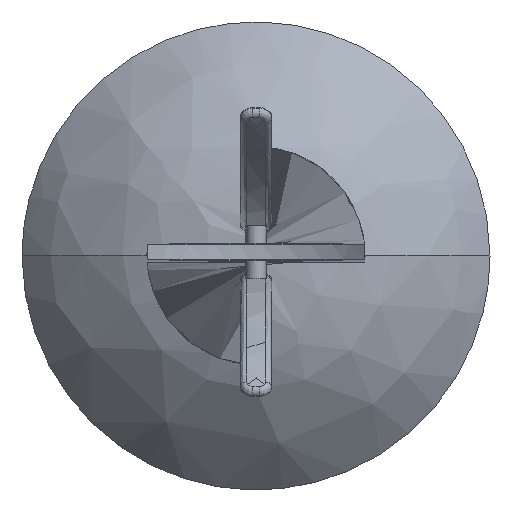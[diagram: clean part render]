
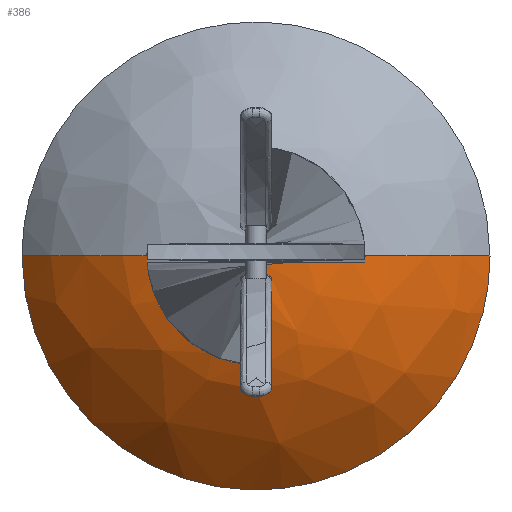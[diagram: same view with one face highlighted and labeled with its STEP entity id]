
A CAD part, top view. The second image highlights one B-rep face of the part: STEP entity #386.
In plain terms, the highlighted free-form (B-spline) face has degree [2, 2] with [3, 5] control points.
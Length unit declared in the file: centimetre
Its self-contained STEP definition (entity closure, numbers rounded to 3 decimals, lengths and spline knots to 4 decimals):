
#153=B_SPLINE_CURVE_WITH_KNOTS($,3,(#3244,#3245,#3246,#3247,#3248,#3249,
#3250,#3251,#3252,#3253,#3254,#3255),.UNSPECIFIED.,.F.,.F.,(4,2,2,2,2,4),
(88.0311,132.1395,143.171,154.1977,165.7311,
176.0891),.UNSPECIFIED.);
#157=B_SPLINE_CURVE_WITH_KNOTS($,3,(#3280,#3281,#3282,#3283,#3284,#3285,
#3286,#3287,#3288,#3289,#3290,#3291),.UNSPECIFIED.,.F.,.F.,(4,2,2,2,2,4),
(-88.0574,-77.6929,-66.1849,-55.1358,
-44.1129,0.),.UNSPECIFIED.);
#158=B_SPLINE_CURVE_WITH_KNOTS($,3,(#3292,#3293,#3294,#3295),.UNSPECIFIED.,
.F.,.F.,(4,4),(-12.0016,0.),.UNSPECIFIED.);
#386=ADVANCED_FACE($,(#518),#1845,.T.);
#518=FACE_OUTER_BOUND($,#650,.T.);
#650=EDGE_LOOP($,(#950,#951,#952,#953,#954,#955));
#950=ORIENTED_EDGE($,*,*,#1442,.T.);
#951=ORIENTED_EDGE($,*,*,#1432,.T.);
#952=ORIENTED_EDGE($,*,*,#1431,.F.);
#953=ORIENTED_EDGE($,*,*,#1429,.F.);
#954=ORIENTED_EDGE($,*,*,#1430,.F.);
#955=ORIENTED_EDGE($,*,*,#1425,.F.);
#1425=EDGE_CURVE($,#1693,#1694,#153,.T.);
#1429=EDGE_CURVE($,#1698,#1697,#157,.T.);
#1430=EDGE_CURVE($,#1694,#1698,#158,.T.);
#1431=EDGE_CURVE($,#1697,#1692,#1913,.T.);
#1432=EDGE_CURVE($,#1699,#1692,#1914,.T.);
#1442=EDGE_CURVE($,#1693,#1699,#1916,.T.);
#1692=VERTEX_POINT($,#3364);
#1693=VERTEX_POINT($,#3365);
#1694=VERTEX_POINT($,#3366);
#1697=VERTEX_POINT($,#3369);
#1698=VERTEX_POINT($,#3370);
#1699=VERTEX_POINT($,#3371);
#1845=(
BOUNDED_SURFACE()
B_SPLINE_SURFACE(2,2,((#3349,#3350,#3351,#3352,#3353),(#3354,#3355,#3356,
#3357,#3358),(#3359,#3360,#3361,#3362,#3363)),.UNSPECIFIED.,.F.,.F.,.F.)
B_SPLINE_SURFACE_WITH_KNOTS((3,3),(3,2,3),(0.,286.8735),
(740.,1110.,1480.),.UNSPECIFIED.)
GEOMETRIC_REPRESENTATION_ITEM()
RATIONAL_B_SPLINE_SURFACE(((1.,0.707,1.,
0.707,1.),(0.905,0.64,
0.905,0.64,0.905),(1.,0.707,
1.,0.707,1.)))
REPRESENTATION_ITEM($)
SURFACE()
);
#1913=(
BOUNDED_CURVE()
B_SPLINE_CURVE(2,(#3296,#3297,#3298),.UNSPECIFIED.,.F.,.F.)
B_SPLINE_CURVE_WITH_KNOTS((3,3),(0.4175,286.8735),.UNSPECIFIED.)
CURVE()
GEOMETRIC_REPRESENTATION_ITEM()
RATIONAL_B_SPLINE_CURVE((1.,0.905,1.))
REPRESENTATION_ITEM($)
);
#1914=(
BOUNDED_CURVE()
B_SPLINE_CURVE(2,(#3299,#3300,#3301,#3302,#3303),.UNSPECIFIED.,.F.,.F.)
B_SPLINE_CURVE_WITH_KNOTS((3,2,3),(0.,290.5973,581.1946),
.UNSPECIFIED.)
CURVE()
GEOMETRIC_REPRESENTATION_ITEM()
RATIONAL_B_SPLINE_CURVE((1.,0.707,1.,0.707,1.))
REPRESENTATION_ITEM($)
);
#1916=(
BOUNDED_CURVE()
B_SPLINE_CURVE(2,(#3325,#3326,#3327),.UNSPECIFIED.,.F.,.F.)
B_SPLINE_CURVE_WITH_KNOTS((3,3),(0.,286.8735),
.UNSPECIFIED.)
CURVE()
GEOMETRIC_REPRESENTATION_ITEM()
RATIONAL_B_SPLINE_CURVE((1.,0.905,1.))
REPRESENTATION_ITEM($)
);
#3244=CARTESIAN_POINT($,(18.5912,19.2957,8.9927));
#3245=CARTESIAN_POINT($,(18.5912,19.1409,8.9927));
#3246=CARTESIAN_POINT($,(18.5899,19.0257,8.9953));
#3247=CARTESIAN_POINT($,(18.5938,18.4719,8.9786));
#3248=CARTESIAN_POINT($,(18.5906,18.3299,8.9739));
#3249=CARTESIAN_POINT($,(18.5919,17.8893,8.9516));
#3250=CARTESIAN_POINT($,(18.5904,17.5828,8.9379));
#3251=CARTESIAN_POINT($,(18.5914,16.361,8.8172));
#3252=CARTESIAN_POINT($,(18.5904,15.4697,8.7151));
#3253=CARTESIAN_POINT($,(18.5883,13.0784,8.1851));
#3254=CARTESIAN_POINT($,(18.5876,11.7684,7.7847));
#3255=CARTESIAN_POINT($,(18.5863,10.6944,7.3624));
#3280=CARTESIAN_POINT($,(19.7863,10.6944,7.3619));
#3281=CARTESIAN_POINT($,(19.7876,11.7657,7.7831));
#3282=CARTESIAN_POINT($,(19.7892,13.0605,8.1791));
#3283=CARTESIAN_POINT($,(19.7902,15.4296,8.707));
#3284=CARTESIAN_POINT($,(19.7896,16.3167,8.8107));
#3285=CARTESIAN_POINT($,(19.7917,17.5224,8.9325));
#3286=CARTESIAN_POINT($,(19.7901,17.8432,8.9482));
#3287=CARTESIAN_POINT($,(19.7914,18.2941,8.9717));
#3288=CARTESIAN_POINT($,(19.7888,18.4397,8.9767));
#3289=CARTESIAN_POINT($,(19.7908,19.0147,8.9948));
#3290=CARTESIAN_POINT($,(19.7912,19.1343,8.992));
#3291=CARTESIAN_POINT($,(19.7912,19.2957,8.992));
#3292=CARTESIAN_POINT($,(18.5863,10.6944,7.3624));
#3293=CARTESIAN_POINT($,(18.9865,10.6944,7.3732));
#3294=CARTESIAN_POINT($,(19.3862,10.6944,7.373));
#3295=CARTESIAN_POINT($,(19.7863,10.6944,7.3619));
#3296=CARTESIAN_POINT($,(19.7912,19.2957,8.992));
#3297=CARTESIAN_POINT($,(30.8494,19.2957,8.7032));
#3298=CARTESIAN_POINT($,(37.6774,19.2957,0.));
#3299=CARTESIAN_POINT($,(0.6774,19.2957,0.));
#3300=CARTESIAN_POINT($,(0.6774,0.7957,0.));
#3301=CARTESIAN_POINT($,(19.1774,0.7957,0.));
#3302=CARTESIAN_POINT($,(37.6774,0.7957,0.));
#3303=CARTESIAN_POINT($,(37.6774,19.2957,0.));
#3325=CARTESIAN_POINT($,(18.5928,19.2957,8.9927));
#3326=CARTESIAN_POINT($,(7.5164,19.2957,8.7173));
#3327=CARTESIAN_POINT($,(0.6774,19.2957,0.));
#3349=CARTESIAN_POINT($,(18.5928,19.2957,8.9927));
#3350=CARTESIAN_POINT($,(18.5928,18.7111,8.9927));
#3351=CARTESIAN_POINT($,(19.1774,18.7111,8.9927));
#3352=CARTESIAN_POINT($,(19.762,18.7111,8.9927));
#3353=CARTESIAN_POINT($,(19.762,19.2957,8.9927));
#3354=CARTESIAN_POINT($,(7.5164,19.2957,8.7173));
#3355=CARTESIAN_POINT($,(7.5164,7.6347,8.7173));
#3356=CARTESIAN_POINT($,(19.1774,7.6347,8.7173));
#3357=CARTESIAN_POINT($,(30.8384,7.6347,8.7173));
#3358=CARTESIAN_POINT($,(30.8384,19.2957,8.7173));
#3359=CARTESIAN_POINT($,(0.6774,19.2957,0.));
#3360=CARTESIAN_POINT($,(0.6774,0.7957,0.));
#3361=CARTESIAN_POINT($,(19.1774,0.7957,0.));
#3362=CARTESIAN_POINT($,(37.6774,0.7957,0.));
#3363=CARTESIAN_POINT($,(37.6774,19.2957,0.));
#3364=CARTESIAN_POINT($,(37.6774,19.2957,0.));
#3365=CARTESIAN_POINT($,(18.5912,19.2957,8.9927));
#3366=CARTESIAN_POINT($,(18.5863,10.6944,7.3624));
#3369=CARTESIAN_POINT($,(19.7912,19.2957,8.992));
#3370=CARTESIAN_POINT($,(19.7863,10.6944,7.3619));
#3371=CARTESIAN_POINT($,(0.6774,19.2957,0.));
